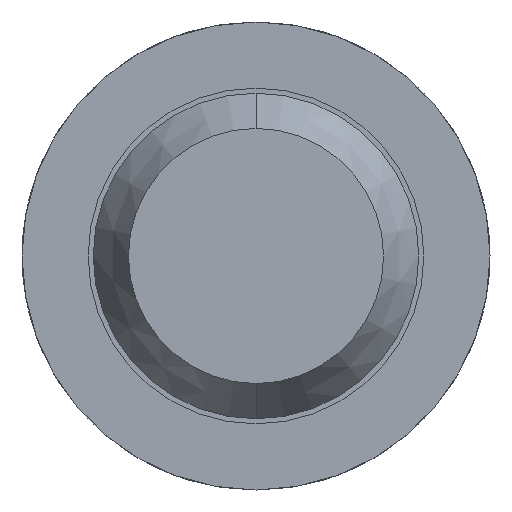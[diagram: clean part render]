
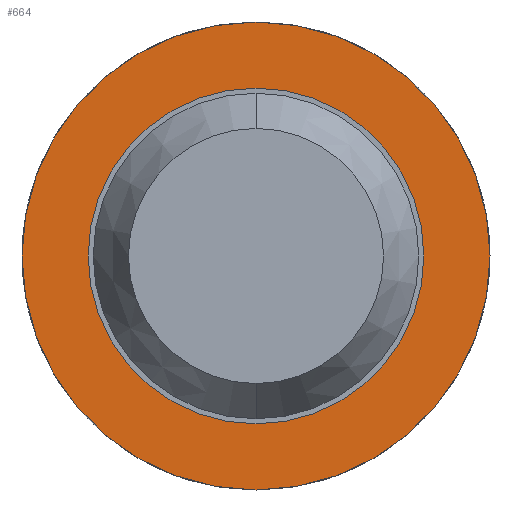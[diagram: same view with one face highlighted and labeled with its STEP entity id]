
A CAD part, front view. The second image highlights one B-rep face of the part: STEP entity #664.
In plain terms, the highlighted planar face has unit normal (0, -1, 0).
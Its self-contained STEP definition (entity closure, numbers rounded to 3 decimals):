
#197 = AXIS2_PLACEMENT_3D ( 'NONE', #1954, #681, #2525 ) ;
#208 = DIRECTION ( 'NONE',  ( 0., 1., 0. ) ) ;
#256 = DIRECTION ( 'NONE',  ( 0., 1., 0. ) ) ;
#311 = EDGE_CURVE ( 'NONE', #4050, #1222, #3957, .T. ) ;
#319 = EDGE_LOOP ( 'NONE', ( #3422, #2312 ) ) ;
#424 = CIRCLE ( 'NONE', #2910, 1.15 ) ;
#584 = EDGE_CURVE ( 'NONE', #1222, #4050, #2430, .T. ) ;
#664 = ADVANCED_FACE ( 'NONE', ( #2324, #2567 ), #1871, .F. ) ;
#681 = DIRECTION ( 'NONE',  ( 0., 1., 0. ) ) ;
#834 = CARTESIAN_POINT ( 'NONE',  ( 0., -1.7, -1.15 ) ) ;
#1069 = ORIENTED_EDGE ( 'NONE', *, *, #311, .T. ) ;
#1222 = VERTEX_POINT ( 'NONE', #1448 ) ;
#1448 = CARTESIAN_POINT ( 'NONE',  ( 0., -1.7, -0.825 ) ) ;
#1449 = CIRCLE ( 'NONE', #3384, 1.15 ) ;
#1531 = EDGE_CURVE ( 'NONE', #2090, #2649, #1449, .T. ) ;
#1671 = DIRECTION ( 'NONE',  ( 0., 0., 1. ) ) ;
#1720 = CARTESIAN_POINT ( 'NONE',  ( 0., -1.7, 1.15 ) ) ;
#1735 = DIRECTION ( 'NONE',  ( 0., 0., 1. ) ) ;
#1812 = CARTESIAN_POINT ( 'NONE',  ( 0.825, -1.7, 0. ) ) ;
#1846 = CARTESIAN_POINT ( 'NONE',  ( 0., -1.7, 0.825 ) ) ;
#1858 = DIRECTION ( 'NONE',  ( 0., 0., 1. ) ) ;
#1871 = PLANE ( 'NONE',  #2815 ) ;
#1879 = AXIS2_PLACEMENT_3D ( 'NONE', #3019, #208, #3006 ) ;
#1954 = CARTESIAN_POINT ( 'NONE',  ( 0., -1.7, 0. ) ) ;
#2090 = VERTEX_POINT ( 'NONE', #1720 ) ;
#2312 = ORIENTED_EDGE ( 'NONE', *, *, #3965, .F. ) ;
#2324 = FACE_OUTER_BOUND ( 'NONE', #319, .T. ) ;
#2430 = CIRCLE ( 'NONE', #1879, 0.825 ) ;
#2525 = DIRECTION ( 'NONE',  ( 0., 0., 1. ) ) ;
#2567 = FACE_BOUND ( 'NONE', #3053, .T. ) ;
#2649 = VERTEX_POINT ( 'NONE', #834 ) ;
#2815 = AXIS2_PLACEMENT_3D ( 'NONE', #1812, #256, #1858 ) ;
#2910 = AXIS2_PLACEMENT_3D ( 'NONE', #2983, #3900, #1735 ) ;
#2983 = CARTESIAN_POINT ( 'NONE',  ( 0., -1.7, 0. ) ) ;
#3006 = DIRECTION ( 'NONE',  ( 0., 0., 1. ) ) ;
#3019 = CARTESIAN_POINT ( 'NONE',  ( 0., -1.7, 0. ) ) ;
#3053 = EDGE_LOOP ( 'NONE', ( #1069, #3221 ) ) ;
#3221 = ORIENTED_EDGE ( 'NONE', *, *, #584, .T. ) ;
#3253 = CARTESIAN_POINT ( 'NONE',  ( 0., -1.7, 0. ) ) ;
#3384 = AXIS2_PLACEMENT_3D ( 'NONE', #3253, #3534, #1671 ) ;
#3422 = ORIENTED_EDGE ( 'NONE', *, *, #1531, .F. ) ;
#3534 = DIRECTION ( 'NONE',  ( 0., 1., 0. ) ) ;
#3900 = DIRECTION ( 'NONE',  ( 0., 1., 0. ) ) ;
#3957 = CIRCLE ( 'NONE', #197, 0.825 ) ;
#3965 = EDGE_CURVE ( 'NONE', #2649, #2090, #424, .T. ) ;
#4050 = VERTEX_POINT ( 'NONE', #1846 ) ;
